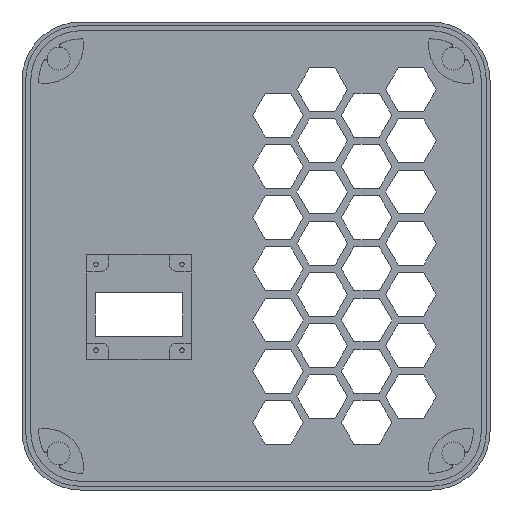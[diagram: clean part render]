
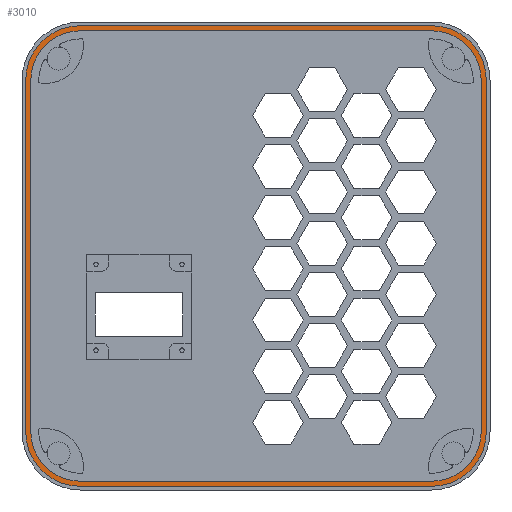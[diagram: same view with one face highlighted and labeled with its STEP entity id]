
A CAD part, front view. The second image highlights one B-rep face of the part: STEP entity #3010.
In plain terms, the highlighted planar face has unit normal (0, -1, 0).
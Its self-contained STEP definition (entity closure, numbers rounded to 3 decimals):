
#58 = VERTEX_POINT ( 'NONE', #11220 ) ;
#135 = VERTEX_POINT ( 'NONE', #4109 ) ;
#138 = ORIENTED_EDGE ( 'NONE', *, *, #9598, .T. ) ;
#228 = CIRCLE ( 'NONE', #13216, 15. ) ;
#296 = CARTESIAN_POINT ( 'NONE',  ( 63., 0., 48. ) ) ;
#339 = VECTOR ( 'NONE', #7282, 1000. ) ;
#368 = CARTESIAN_POINT ( 'NONE',  ( -63., 0., 48. ) ) ;
#412 = CARTESIAN_POINT ( 'NONE',  ( -48., 0., -61.6 ) ) ;
#426 = DIRECTION ( 'NONE',  ( 0., 0., -1. ) ) ;
#593 = VERTEX_POINT ( 'NONE', #8577 ) ;
#738 = ORIENTED_EDGE ( 'NONE', *, *, #11275, .F. ) ;
#753 = EDGE_CURVE ( 'NONE', #13349, #8161, #762, .T. ) ;
#754 = EDGE_CURVE ( 'NONE', #135, #3992, #1153, .T. ) ;
#762 = CIRCLE ( 'NONE', #8355, 15. ) ;
#827 = CARTESIAN_POINT ( 'NONE',  ( 61.6, 0., -48. ) ) ;
#1153 = CIRCLE ( 'NONE', #1789, 15. ) ;
#1194 = EDGE_LOOP ( 'NONE', ( #13056, #138, #9413, #8874, #7327, #2419, #11155, #12270 ) ) ;
#1330 = EDGE_CURVE ( 'NONE', #7863, #9934, #11224, .T. ) ;
#1558 = CARTESIAN_POINT ( 'NONE',  ( -63., 0., 48. ) ) ;
#1563 = VECTOR ( 'NONE', #7349, 1000. ) ;
#1721 = DIRECTION ( 'NONE',  ( -1., 0., 0. ) ) ;
#1789 = AXIS2_PLACEMENT_3D ( 'NONE', #13302, #4017, #4712 ) ;
#1903 = CARTESIAN_POINT ( 'NONE',  ( -61.6, 0., -48. ) ) ;
#1909 = CARTESIAN_POINT ( 'NONE',  ( 48., 0., 48. ) ) ;
#1929 = CARTESIAN_POINT ( 'NONE',  ( 61.6, 0., -48. ) ) ;
#2068 = DIRECTION ( 'NONE',  ( 0., -1., 0. ) ) ;
#2081 = LINE ( 'NONE', #5137, #6297 ) ;
#2101 = EDGE_CURVE ( 'NONE', #12134, #12389, #4798, .T. ) ;
#2241 = CARTESIAN_POINT ( 'NONE',  ( -48., 0., 48. ) ) ;
#2264 = CARTESIAN_POINT ( 'NONE',  ( 48., 0., -63. ) ) ;
#2419 = ORIENTED_EDGE ( 'NONE', *, *, #753, .T. ) ;
#2430 = CARTESIAN_POINT ( 'NONE',  ( 48., 0., -48. ) ) ;
#2496 = ORIENTED_EDGE ( 'NONE', *, *, #12007, .F. ) ;
#2566 = AXIS2_PLACEMENT_3D ( 'NONE', #2241, #10834, #11715 ) ;
#2805 = CARTESIAN_POINT ( 'NONE',  ( 48., 0., 61.6 ) ) ;
#3010 = ADVANCED_FACE ( 'NONE', ( #8258, #13270 ), #12398, .T. ) ;
#3444 = CARTESIAN_POINT ( 'NONE',  ( -48., 0., -48. ) ) ;
#3525 = EDGE_CURVE ( 'NONE', #5085, #58, #4106, .T. ) ;
#3548 = CIRCLE ( 'NONE', #5711, 13.6 ) ;
#3578 = DIRECTION ( 'NONE',  ( 0., -1., 0. ) ) ;
#3647 = DIRECTION ( 'NONE',  ( 0., -1., 0. ) ) ;
#3672 = EDGE_CURVE ( 'NONE', #3992, #4537, #5528, .T. ) ;
#3912 = EDGE_CURVE ( 'NONE', #9081, #593, #10334, .T. ) ;
#3992 = VERTEX_POINT ( 'NONE', #1558 ) ;
#4017 = DIRECTION ( 'NONE',  ( 0., -1., 0. ) ) ;
#4106 = LINE ( 'NONE', #1929, #10963 ) ;
#4109 = CARTESIAN_POINT ( 'NONE',  ( -48., 0., 63. ) ) ;
#4112 = CARTESIAN_POINT ( 'NONE',  ( 48., 0., 48. ) ) ;
#4202 = VECTOR ( 'NONE', #10670, 1000. ) ;
#4537 = VERTEX_POINT ( 'NONE', #12036 ) ;
#4566 = CIRCLE ( 'NONE', #10186, 13.6 ) ;
#4712 = DIRECTION ( 'NONE',  ( 0., 0., -1. ) ) ;
#4798 = CIRCLE ( 'NONE', #6535, 15. ) ;
#4911 = EDGE_CURVE ( 'NONE', #8161, #135, #7490, .T. ) ;
#5065 = DIRECTION ( 'NONE',  ( 0., -1., 0. ) ) ;
#5085 = VERTEX_POINT ( 'NONE', #827 ) ;
#5102 = CARTESIAN_POINT ( 'NONE',  ( 63., 0., -48. ) ) ;
#5137 = CARTESIAN_POINT ( 'NONE',  ( -48., 0., -63. ) ) ;
#5246 = EDGE_LOOP ( 'NONE', ( #738, #5894, #5827, #2496, #13414, #11039, #6955, #7637 ) ) ;
#5290 = DIRECTION ( 'NONE',  ( 0., -1., 0. ) ) ;
#5528 = LINE ( 'NONE', #368, #13131 ) ;
#5655 = CARTESIAN_POINT ( 'NONE',  ( 63., 0., -48. ) ) ;
#5711 = AXIS2_PLACEMENT_3D ( 'NONE', #9787, #7747, #426 ) ;
#5827 = ORIENTED_EDGE ( 'NONE', *, *, #1330, .F. ) ;
#5894 = ORIENTED_EDGE ( 'NONE', *, *, #12878, .F. ) ;
#5933 = CARTESIAN_POINT ( 'NONE',  ( 48., 0., 63. ) ) ;
#6054 = DIRECTION ( 'NONE',  ( 0., -1., 0. ) ) ;
#6075 = DIRECTION ( 'NONE',  ( 0., 0., 1. ) ) ;
#6096 = CARTESIAN_POINT ( 'NONE',  ( 0., 0., 0. ) ) ;
#6136 = VECTOR ( 'NONE', #9547, 1000. ) ;
#6297 = VECTOR ( 'NONE', #8379, 1000. ) ;
#6343 = CARTESIAN_POINT ( 'NONE',  ( 48., 0., 61.6 ) ) ;
#6408 = DIRECTION ( 'NONE',  ( 0., 0., -1. ) ) ;
#6535 = AXIS2_PLACEMENT_3D ( 'NONE', #2430, #3647, #6699 ) ;
#6688 = EDGE_CURVE ( 'NONE', #58, #10614, #4566, .T. ) ;
#6699 = DIRECTION ( 'NONE',  ( 0., 0., -1. ) ) ;
#6912 = CARTESIAN_POINT ( 'NONE',  ( -61.6, 0., 48. ) ) ;
#6955 = ORIENTED_EDGE ( 'NONE', *, *, #13372, .F. ) ;
#7107 = DIRECTION ( 'NONE',  ( 0., 0., -1. ) ) ;
#7134 = DIRECTION ( 'NONE',  ( 0., 0., -1. ) ) ;
#7218 = CARTESIAN_POINT ( 'NONE',  ( -48., 0., -61.6 ) ) ;
#7282 = DIRECTION ( 'NONE',  ( 1., 0., 0. ) ) ;
#7327 = ORIENTED_EDGE ( 'NONE', *, *, #13371, .T. ) ;
#7349 = DIRECTION ( 'NONE',  ( -1., 0., 0. ) ) ;
#7490 = LINE ( 'NONE', #5933, #10646 ) ;
#7505 = CIRCLE ( 'NONE', #12260, 13.6 ) ;
#7531 = VERTEX_POINT ( 'NONE', #1903 ) ;
#7637 = ORIENTED_EDGE ( 'NONE', *, *, #3912, .F. ) ;
#7747 = DIRECTION ( 'NONE',  ( 0., -1., 0. ) ) ;
#7863 = VERTEX_POINT ( 'NONE', #11095 ) ;
#7903 = EDGE_CURVE ( 'NONE', #9066, #12134, #2081, .T. ) ;
#8056 = LINE ( 'NONE', #8123, #6136 ) ;
#8123 = CARTESIAN_POINT ( 'NONE',  ( -61.6, 0., 48. ) ) ;
#8161 = VERTEX_POINT ( 'NONE', #12915 ) ;
#8258 = FACE_BOUND ( 'NONE', #5246, .T. ) ;
#8355 = AXIS2_PLACEMENT_3D ( 'NONE', #1909, #6054, #7134 ) ;
#8379 = DIRECTION ( 'NONE',  ( 1., 0., 0. ) ) ;
#8577 = CARTESIAN_POINT ( 'NONE',  ( 48., 0., -61.6 ) ) ;
#8874 = ORIENTED_EDGE ( 'NONE', *, *, #2101, .T. ) ;
#9066 = VERTEX_POINT ( 'NONE', #9698 ) ;
#9081 = VERTEX_POINT ( 'NONE', #412 ) ;
#9413 = ORIENTED_EDGE ( 'NONE', *, *, #7903, .T. ) ;
#9547 = DIRECTION ( 'NONE',  ( 0., 0., -1. ) ) ;
#9598 = EDGE_CURVE ( 'NONE', #4537, #9066, #228, .T. ) ;
#9698 = CARTESIAN_POINT ( 'NONE',  ( -48., 0., -63. ) ) ;
#9787 = CARTESIAN_POINT ( 'NONE',  ( 48., 0., -48. ) ) ;
#9934 = VERTEX_POINT ( 'NONE', #6912 ) ;
#10186 = AXIS2_PLACEMENT_3D ( 'NONE', #4112, #5065, #12171 ) ;
#10334 = LINE ( 'NONE', #7218, #339 ) ;
#10614 = VERTEX_POINT ( 'NONE', #2805 ) ;
#10646 = VECTOR ( 'NONE', #1721, 1000. ) ;
#10670 = DIRECTION ( 'NONE',  ( 0., 0., 1. ) ) ;
#10698 = DIRECTION ( 'NONE',  ( 0., 0., -1. ) ) ;
#10834 = DIRECTION ( 'NONE',  ( 0., -1., 0. ) ) ;
#10963 = VECTOR ( 'NONE', #6075, 1000. ) ;
#11039 = ORIENTED_EDGE ( 'NONE', *, *, #3525, .F. ) ;
#11095 = CARTESIAN_POINT ( 'NONE',  ( -48., 0., 61.6 ) ) ;
#11155 = ORIENTED_EDGE ( 'NONE', *, *, #4911, .T. ) ;
#11220 = CARTESIAN_POINT ( 'NONE',  ( 61.6, 0., 48. ) ) ;
#11224 = CIRCLE ( 'NONE', #2566, 13.6 ) ;
#11275 = EDGE_CURVE ( 'NONE', #7531, #9081, #7505, .T. ) ;
#11283 = DIRECTION ( 'NONE',  ( 0., 0., -1. ) ) ;
#11351 = LINE ( 'NONE', #6343, #1563 ) ;
#11560 = AXIS2_PLACEMENT_3D ( 'NONE', #6096, #5290, #7107 ) ;
#11715 = DIRECTION ( 'NONE',  ( 0., 0., -1. ) ) ;
#12007 = EDGE_CURVE ( 'NONE', #10614, #7863, #11351, .T. ) ;
#12036 = CARTESIAN_POINT ( 'NONE',  ( -63., 0., -48. ) ) ;
#12134 = VERTEX_POINT ( 'NONE', #2264 ) ;
#12171 = DIRECTION ( 'NONE',  ( 0., 0., -1. ) ) ;
#12260 = AXIS2_PLACEMENT_3D ( 'NONE', #3444, #3578, #10698 ) ;
#12270 = ORIENTED_EDGE ( 'NONE', *, *, #754, .T. ) ;
#12389 = VERTEX_POINT ( 'NONE', #5102 ) ;
#12398 = PLANE ( 'NONE',  #11560 ) ;
#12642 = LINE ( 'NONE', #5655, #4202 ) ;
#12878 = EDGE_CURVE ( 'NONE', #9934, #7531, #8056, .T. ) ;
#12915 = CARTESIAN_POINT ( 'NONE',  ( 48., 0., 63. ) ) ;
#13056 = ORIENTED_EDGE ( 'NONE', *, *, #3672, .T. ) ;
#13131 = VECTOR ( 'NONE', #6408, 1000. ) ;
#13216 = AXIS2_PLACEMENT_3D ( 'NONE', #13314, #2068, #11283 ) ;
#13270 = FACE_OUTER_BOUND ( 'NONE', #1194, .T. ) ;
#13302 = CARTESIAN_POINT ( 'NONE',  ( -48., 0., 48. ) ) ;
#13314 = CARTESIAN_POINT ( 'NONE',  ( -48., 0., -48. ) ) ;
#13349 = VERTEX_POINT ( 'NONE', #296 ) ;
#13371 = EDGE_CURVE ( 'NONE', #12389, #13349, #12642, .T. ) ;
#13372 = EDGE_CURVE ( 'NONE', #593, #5085, #3548, .T. ) ;
#13414 = ORIENTED_EDGE ( 'NONE', *, *, #6688, .F. ) ;
